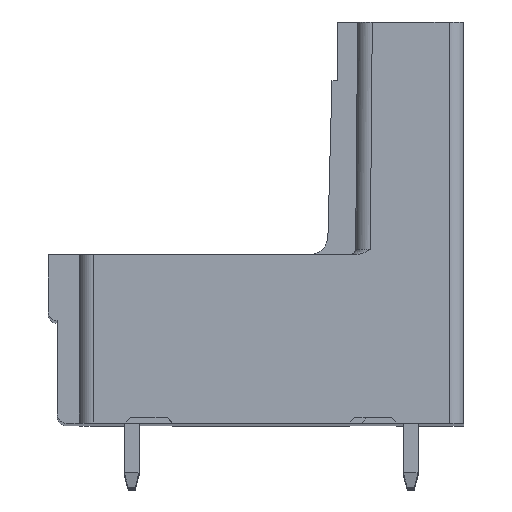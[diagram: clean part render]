
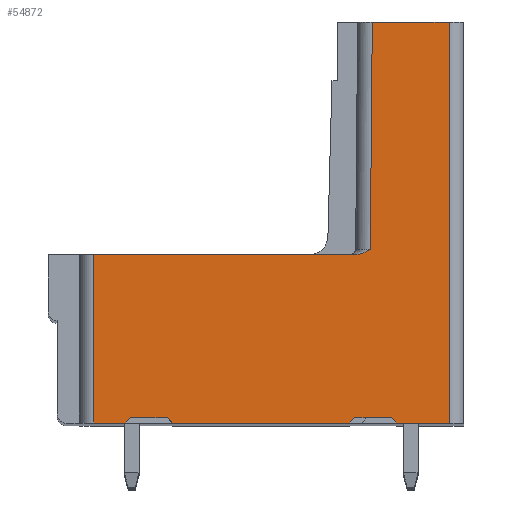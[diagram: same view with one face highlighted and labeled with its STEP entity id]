
A CAD part, top view. The second image highlights one B-rep face of the part: STEP entity #54872.
In plain terms, the highlighted planar face has unit normal (0, 0, 1).
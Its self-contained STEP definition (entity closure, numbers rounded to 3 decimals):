
#5870=DIRECTION('',(1.,0.,0.));
#5871=VECTOR('',#5870,2.85);
#5872=CARTESIAN_POINT('',(-3.644,0.,
-35.013));
#5873=LINE('',#5872,#5871);
#11175=CARTESIAN_POINT('',(-5.857,9.2,
-35.013));
#11494=DIRECTION('',(1.,0.,0.));
#11495=VECTOR('',#11494,2.);
#11496=CARTESIAN_POINT('',(-18.194,0.3,-35.013));
#11497=LINE('',#11496,#11495);
#11502=DIRECTION('',(1.,0.,0.));
#11503=VECTOR('',#11502,14.337);
#11504=CARTESIAN_POINT('',(-20.194,9.2,
-35.013));
#11505=LINE('',#11504,#11503);
#11506=CARTESIAN_POINT('',(-5.857,9.2,
-35.013));
#11507=CARTESIAN_POINT('',(-5.825,9.2,
-35.013));
#11508=CARTESIAN_POINT('',(-5.757,9.204,
-35.013));
#11509=CARTESIAN_POINT('',(-5.644,9.227,
-35.013));
#11510=CARTESIAN_POINT('',(-5.523,9.268,
-35.013));
#11511=CARTESIAN_POINT('',(-5.393,9.328,
-35.013));
#11512=CARTESIAN_POINT('',(-5.255,9.405,
-35.013));
#11513=CARTESIAN_POINT('',(-5.154,9.467,
-35.013));
#11514=CARTESIAN_POINT('',(-5.102,9.5,
-35.013));
#11516=DIRECTION('',(0.009,1.,0.));
#11517=VECTOR('',#11516,12.4);
#11518=CARTESIAN_POINT('',(-5.102,9.5,
-35.013));
#11519=LINE('',#11518,#11517);
#11520=DIRECTION('',(1.,0.,0.));
#11521=VECTOR('',#11520,4.2);
#11522=CARTESIAN_POINT('',(-4.994,21.9,-35.013));
#11523=LINE('',#11522,#11521);
#11524=DIRECTION('',(-0.707,0.707,0.));
#11525=VECTOR('',#11524,0.424);
#11526=CARTESIAN_POINT('',(-3.644,0.,
-35.013));
#11527=LINE('',#11526,#11525);
#11528=DIRECTION('',(-0.707,-0.707,0.));
#11529=VECTOR('',#11528,0.424);
#11530=CARTESIAN_POINT('',(-5.944,0.3,
-35.013));
#11531=LINE('',#11530,#11529);
#11532=DIRECTION('',(-1.,0.,0.));
#11533=VECTOR('',#11532,9.65);
#11534=CARTESIAN_POINT('',(-6.244,0.,
-35.013));
#11535=LINE('',#11534,#11533);
#11536=DIRECTION('',(-0.707,0.707,0.));
#11537=VECTOR('',#11536,0.424);
#11538=CARTESIAN_POINT('',(-15.894,0.,
-35.013));
#11539=LINE('',#11538,#11537);
#11540=DIRECTION('',(-0.707,-0.707,0.));
#11541=VECTOR('',#11540,0.424);
#11542=CARTESIAN_POINT('',(-18.194,0.3,-35.013));
#11543=LINE('',#11542,#11541);
#11544=DIRECTION('',(-1.,0.,0.));
#11545=VECTOR('',#11544,1.7);
#11546=CARTESIAN_POINT('',(-18.494,0.,
-35.013));
#11547=LINE('',#11546,#11545);
#11548=DIRECTION('',(0.,1.,0.));
#11549=VECTOR('',#11548,9.2);
#11550=CARTESIAN_POINT('',(-20.194,0.,
-35.013));
#11551=LINE('',#11550,#11549);
#13153=DIRECTION('',(1.,0.,0.));
#13154=VECTOR('',#13153,2.);
#13155=CARTESIAN_POINT('',(-5.944,0.3,
-35.013));
#13156=LINE('',#13155,#13154);
#21799=DIRECTION('',(0.,1.,0.));
#21800=VECTOR('',#21799,21.9);
#21801=CARTESIAN_POINT('',(-0.794,0.,
-35.013));
#21802=LINE('',#21801,#21800);
#30570=CARTESIAN_POINT('',(-0.794,21.9,-35.013));
#30571=VERTEX_POINT('',#30570);
#30572=CARTESIAN_POINT('',(-4.994,21.9,-35.013));
#30573=VERTEX_POINT('',#30572);
#30617=CARTESIAN_POINT('',(-20.194,0.,
-35.013));
#30618=VERTEX_POINT('',#30617);
#30619=CARTESIAN_POINT('',(-18.494,0.,
-35.013));
#30620=VERTEX_POINT('',#30619);
#30633=CARTESIAN_POINT('',(-15.894,0.,
-35.013));
#30634=VERTEX_POINT('',#30633);
#30635=CARTESIAN_POINT('',(-6.244,0.,
-35.013));
#30636=VERTEX_POINT('',#30635);
#30657=CARTESIAN_POINT('',(-3.644,0.,
-35.013));
#30658=VERTEX_POINT('',#30657);
#30659=CARTESIAN_POINT('',(-0.794,0.,
-35.013));
#30660=VERTEX_POINT('',#30659);
#30769=VERTEX_POINT('',#11175);
#30770=CARTESIAN_POINT('',(-20.194,9.2,
-35.013));
#30771=VERTEX_POINT('',#30770);
#30961=CARTESIAN_POINT('',(-16.194,0.3,
-35.013));
#30962=VERTEX_POINT('',#30961);
#30963=CARTESIAN_POINT('',(-18.194,0.3,-35.013));
#30964=VERTEX_POINT('',#30963);
#30965=VERTEX_POINT('',#11514);
#30966=CARTESIAN_POINT('',(-3.944,0.3,
-35.013));
#30967=VERTEX_POINT('',#30966);
#30968=CARTESIAN_POINT('',(-5.944,0.3,
-35.013));
#30969=VERTEX_POINT('',#30968);
#54842=CARTESIAN_POINT('',(-6.202,9.5,-35.013));
#54843=DIRECTION('',(0.,0.,1.));
#54844=DIRECTION('',(-1.,0.,0.));
#54845=AXIS2_PLACEMENT_3D('',#54842,#54843,#54844);
#54846=PLANE('',#54845);
#54847=ORIENTED_EDGE('',*,*,#53679,.T.);
#54849=ORIENTED_EDGE('',*,*,#54848,.T.);
#54851=ORIENTED_EDGE('',*,*,#54850,.T.);
#54853=ORIENTED_EDGE('',*,*,#54852,.T.);
#54855=ORIENTED_EDGE('',*,*,#54854,.F.);
#54856=ORIENTED_EDGE('',*,*,#46624,.F.);
#54858=ORIENTED_EDGE('',*,*,#54857,.T.);
#54860=ORIENTED_EDGE('',*,*,#54859,.F.);
#54862=ORIENTED_EDGE('',*,*,#54861,.T.);
#54863=ORIENTED_EDGE('',*,*,#46600,.T.);
#54864=ORIENTED_EDGE('',*,*,#54809,.T.);
#54865=ORIENTED_EDGE('',*,*,#54823,.F.);
#54866=ORIENTED_EDGE('',*,*,#54836,.T.);
#54867=ORIENTED_EDGE('',*,*,#46584,.T.);
#54869=ORIENTED_EDGE('',*,*,#54868,.T.);
#54870=EDGE_LOOP('',(#54847,#54849,#54851,#54853,#54855,#54856,#54858,#54860,
#54862,#54863,#54864,#54865,#54866,#54867,#54869));
#54871=FACE_OUTER_BOUND('',#54870,.F.);
#54872=ADVANCED_FACE('',(#54871),#54846,.T.);
#11515=B_SPLINE_CURVE_WITH_KNOTS('',3,(#11506,#11507,#11508,#11509,#11510,
#11511,#11512,#11513,#11514),.UNSPECIFIED.,.F.,.F.,(4,1,1,1,1,1,4),(0.,
0.167,0.333,0.5,0.667,0.833,
1.),.UNSPECIFIED.);
#46584=EDGE_CURVE('',#30620,#30618,#11547,.T.);
#46600=EDGE_CURVE('',#30636,#30634,#11535,.T.);
#46624=EDGE_CURVE('',#30658,#30660,#5873,.T.);
#53679=EDGE_CURVE('',#30771,#30769,#11505,.T.);
#54809=EDGE_CURVE('',#30634,#30962,#11539,.T.);
#54823=EDGE_CURVE('',#30964,#30962,#11497,.T.);
#54836=EDGE_CURVE('',#30964,#30620,#11543,.T.);
#54848=EDGE_CURVE('',#30769,#30965,#11515,.T.);
#54850=EDGE_CURVE('',#30965,#30573,#11519,.T.);
#54852=EDGE_CURVE('',#30573,#30571,#11523,.T.);
#54854=EDGE_CURVE('',#30660,#30571,#21802,.T.);
#54857=EDGE_CURVE('',#30658,#30967,#11527,.T.);
#54859=EDGE_CURVE('',#30969,#30967,#13156,.T.);
#54861=EDGE_CURVE('',#30969,#30636,#11531,.T.);
#54868=EDGE_CURVE('',#30618,#30771,#11551,.T.);
